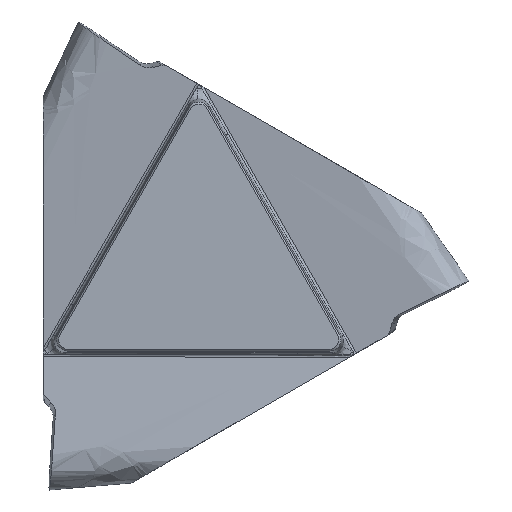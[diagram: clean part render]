
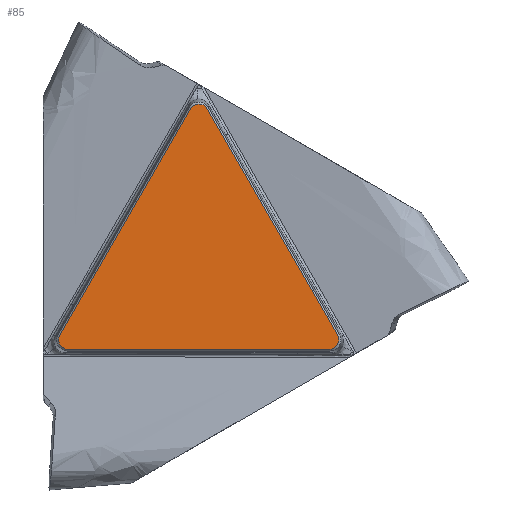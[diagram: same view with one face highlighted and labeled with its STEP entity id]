
A CAD part, left-side view. The second image highlights one B-rep face of the part: STEP entity #85.
In plain terms, the highlighted planar face has unit normal (-1, 0, 0).
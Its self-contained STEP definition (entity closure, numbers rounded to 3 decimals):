
#85=ADVANCED_FACE('',(#164),#141,.T.);
#141=PLANE('',#1023);
#164=FACE_OUTER_BOUND('',#220,.T.);
#220=EDGE_LOOP('',(#309,#310,#311,#312,#313,#314));
#309=ORIENTED_EDGE('',*,*,#696,.T.);
#310=ORIENTED_EDGE('',*,*,#697,.T.);
#311=ORIENTED_EDGE('',*,*,#698,.T.);
#312=ORIENTED_EDGE('',*,*,#699,.T.);
#313=ORIENTED_EDGE('',*,*,#700,.T.);
#314=ORIENTED_EDGE('',*,*,#701,.T.);
#603=VERTEX_POINT('',#1379);
#604=VERTEX_POINT('',#1380);
#605=VERTEX_POINT('',#1382);
#606=VERTEX_POINT('',#1387);
#607=VERTEX_POINT('',#1389);
#608=VERTEX_POINT('',#1394);
#696=EDGE_CURVE('',#603,#604,#925,.T.);
#697=EDGE_CURVE('',#604,#605,#833,.T.);
#698=EDGE_CURVE('',#605,#606,#926,.T.);
#699=EDGE_CURVE('',#606,#607,#834,.T.);
#700=EDGE_CURVE('',#607,#608,#927,.T.);
#701=EDGE_CURVE('',#608,#603,#835,.T.);
#833=LINE('',#1381,#878);
#834=LINE('',#1388,#879);
#835=LINE('',#1395,#880);
#878=VECTOR('',#1115,1.);
#879=VECTOR('',#1116,1.);
#880=VECTOR('',#1117,1.);
#925=B_SPLINE_CURVE_WITH_KNOTS('',3,(#1375,#1376,#1377,#1378),
 .UNSPECIFIED.,.F.,.F.,(4,4),(0.,1.),.UNSPECIFIED.);
#926=B_SPLINE_CURVE_WITH_KNOTS('',3,(#1383,#1384,#1385,#1386),
 .UNSPECIFIED.,.F.,.F.,(4,4),(0.,1.),.UNSPECIFIED.);
#927=B_SPLINE_CURVE_WITH_KNOTS('',3,(#1390,#1391,#1392,#1393),
 .UNSPECIFIED.,.F.,.F.,(4,4),(0.,1.),.UNSPECIFIED.);
#1023=AXIS2_PLACEMENT_3D('',#1396,#1118,#1119);
#1115=DIRECTION('',(0.,0.5,0.866));
#1116=DIRECTION('',(0.,0.5,-0.866));
#1117=DIRECTION('',(0.,-1.,0.));
#1118=DIRECTION('',(-1.,0.,0.));
#1119=DIRECTION('',(0.,0.,-1.));
#1375=CARTESIAN_POINT('',(-5.54,-5.976,-3.876));
#1376=CARTESIAN_POINT('',(-5.54,-6.286,-3.877));
#1377=CARTESIAN_POINT('',(-5.54,-6.485,-3.479));
#1378=CARTESIAN_POINT('',(-5.54,-6.345,-3.237));
#1379=CARTESIAN_POINT('',(-5.54,-5.976,-3.876));
#1380=CARTESIAN_POINT('',(-5.54,-6.345,-3.237));
#1381=CARTESIAN_POINT('',(-5.54,-6.343,-3.234));
#1382=CARTESIAN_POINT('',(-5.54,-0.369,7.114));
#1383=CARTESIAN_POINT('',(-5.54,-0.369,7.114));
#1384=CARTESIAN_POINT('',(-5.54,-0.214,7.382));
#1385=CARTESIAN_POINT('',(-5.54,0.23,7.356));
#1386=CARTESIAN_POINT('',(-5.54,0.369,7.114));
#1387=CARTESIAN_POINT('',(-5.54,0.369,7.114));
#1388=CARTESIAN_POINT('',(-5.54,0.371,7.11));
#1389=CARTESIAN_POINT('',(-5.54,6.345,-3.237));
#1390=CARTESIAN_POINT('',(-5.54,6.345,-3.237));
#1391=CARTESIAN_POINT('',(-5.54,6.5,-3.506));
#1392=CARTESIAN_POINT('',(-5.54,6.255,-3.877));
#1393=CARTESIAN_POINT('',(-5.54,5.976,-3.876));
#1394=CARTESIAN_POINT('',(-5.54,5.976,-3.876));
#1395=CARTESIAN_POINT('',(-5.54,5.972,-3.876));
#1396=CARTESIAN_POINT('',(-5.54,0.,0.));
